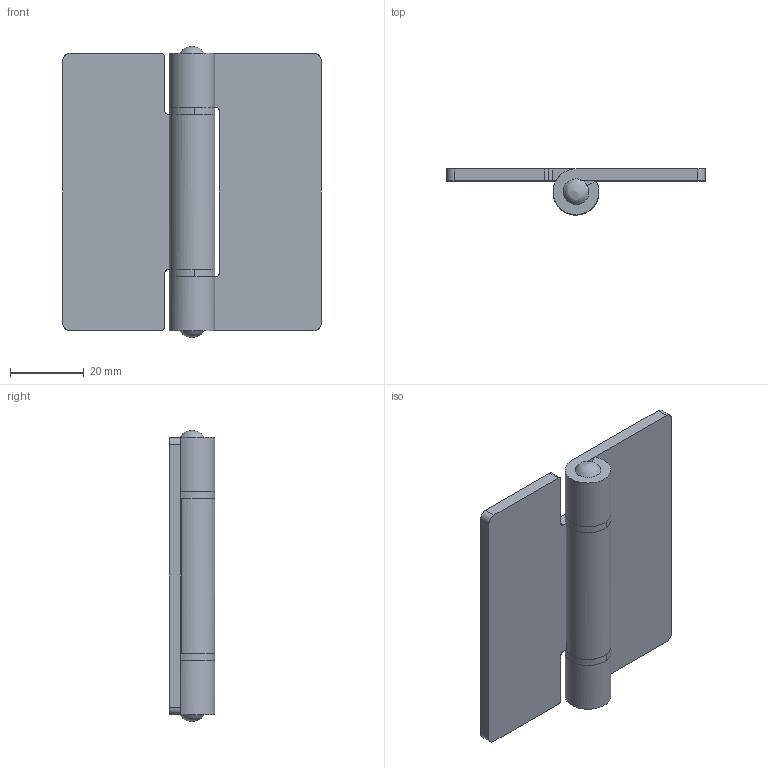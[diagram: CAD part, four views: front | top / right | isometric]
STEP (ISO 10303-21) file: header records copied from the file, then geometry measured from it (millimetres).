
FILE_DESCRIPTION((''),'2;1');
FILE_NAME('','2005-04-20T10:45:49',(''),(''),'','CADfix','');
FILE_SCHEMA(('AUTOMOTIVE_DESIGN'));
Length unit declared in the file: millimetre
Products named in the file (5): hinge piece_B; hinge piece_A; washer; shaft; TH_TM_36_22937_36
Assembly tree (5 placements, depth 2):
  TH_TM_36_22937_36
    hinge piece_B
    hinge piece_A
    washer  x2
    shaft
Bounding box: 70 x 12.4 x 79 mm (x, y, z)
Volume: 22943.5 mm3; surface area: 16761.9 mm2
Topology: 5 solids, 5 shells, 54 faces, 150 edges, 108 vertices
Faces by surface type: bspline 54
Entity records: 1749 total; most frequent: CARTESIAN_POINT 875, ORIENTED_EDGE 260, EDGE_CURVE 130, VERTEX_POINT 92, QUASI_UNIFORM_CURVE 70, EDGE_LOOP 52, FACE_OUTER_BOUND 48, ADVANCED_FACE 48
